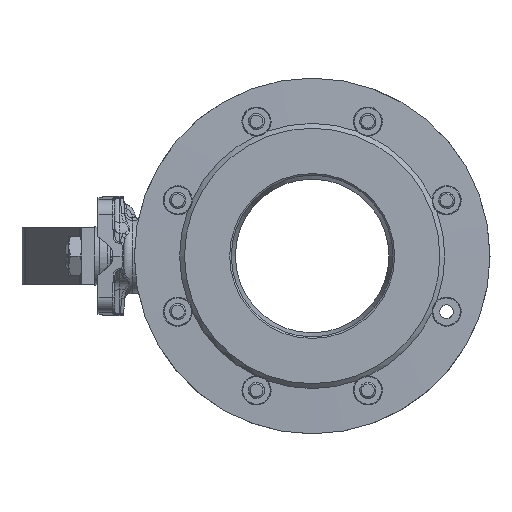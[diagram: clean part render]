
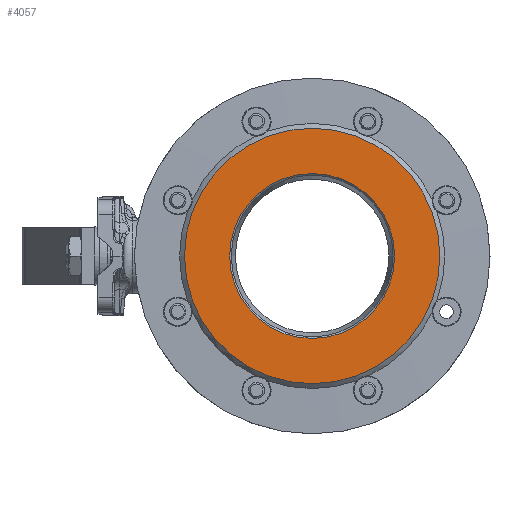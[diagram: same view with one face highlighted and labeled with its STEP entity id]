
A CAD part, left-side view. The second image highlights one B-rep face of the part: STEP entity #4057.
In plain terms, the highlighted planar face has unit normal (-1, 0, 0).
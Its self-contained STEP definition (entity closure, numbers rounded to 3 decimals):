
#4057 = ADVANCED_FACE( 'NONE', ( #8488, #8489 ), #8490, .F. );
#8488 = FACE_OUTER_BOUND( '', #24725, .T. );
#8489 = FACE_BOUND( '', #24726, .T. );
#8490 = PLANE( '', #24727 );
#24725 = EDGE_LOOP( '', ( #40084 ) );
#24726 = EDGE_LOOP( '', ( #40085 ) );
#24727 = AXIS2_PLACEMENT_3D( '', #40086, #40087, #40088 );
#40084 = ORIENTED_EDGE( '', *, *, #42752, .T. );
#40085 = ORIENTED_EDGE( '', *, *, #46747, .T. );
#40086 = CARTESIAN_POINT( '', ( -99., 50., 0. ) );
#40087 = DIRECTION( '', ( 1., 0., 0. ) );
#40088 = DIRECTION( '', ( 0., 1., 0. ) );
#42752 = EDGE_CURVE( 'NONE', #48447, #48447, #48448, .T. );
#46747 = EDGE_CURVE( 'NONE', #54019, #54019, #54020, .T. );
#48447 = VERTEX_POINT( '', #58843 );
#48448 = CIRCLE( '', #58844, 79. );
#54019 = VERTEX_POINT( '', #77924 );
#54020 = CIRCLE( '', #77925, 51. );
#58843 = CARTESIAN_POINT( '', ( -99., 0., 79. ) );
#58844 = AXIS2_PLACEMENT_3D( '', #79413, #79414, #79415 );
#77924 = CARTESIAN_POINT( '', ( -99., 0., -51. ) );
#77925 = AXIS2_PLACEMENT_3D( '', #83095, #83096, #83097 );
#79413 = CARTESIAN_POINT( '', ( -99., 0., 0. ) );
#79414 = DIRECTION( '', ( -1., 0., 0. ) );
#79415 = DIRECTION( '', ( 0., 0., 1. ) );
#83095 = CARTESIAN_POINT( '', ( -99., 0., 0. ) );
#83096 = DIRECTION( '', ( 1., 0., 0. ) );
#83097 = DIRECTION( '', ( 0., 0., -1. ) );
